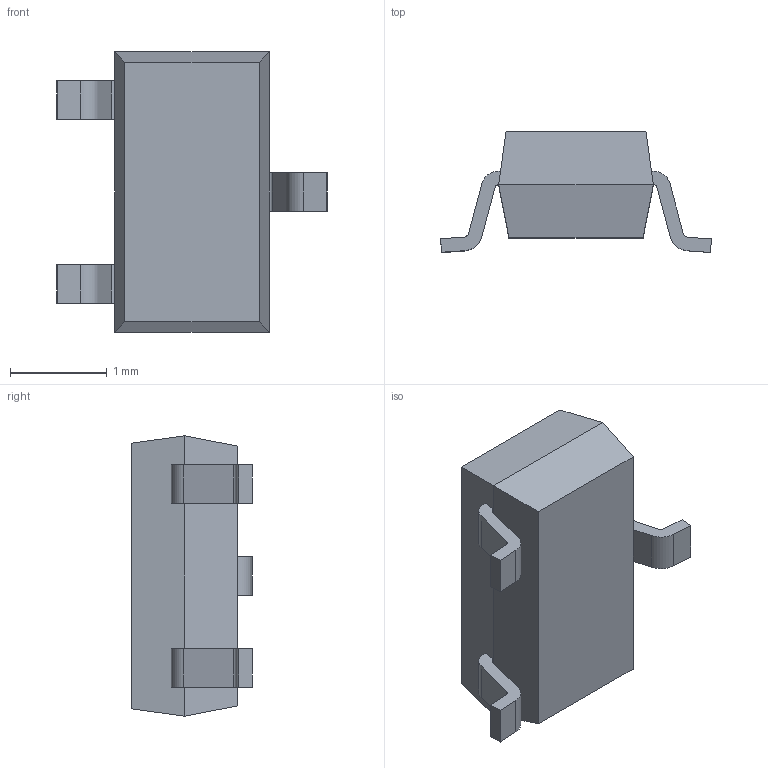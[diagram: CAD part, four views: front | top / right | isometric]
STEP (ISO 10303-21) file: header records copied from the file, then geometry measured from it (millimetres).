
FILE_DESCRIPTION (( 'STEP AP214' ), '1' );
FILE_NAME ('AO3401.STEP', '2023-02-22T03:24:18', ( '' ), ( '' ), 'SwSTEP 2.0', 'SolidWorks 2021', '' );
FILE_SCHEMA (( 'AUTOMOTIVE_DESIGN' ));
Length unit declared in the file: millimetre
Products named in the file (1): AO3401
Bounding box: 2.8 x 1.25 x 2.9 mm (x, y, z)
Volume: 4.8 mm3; surface area: 21.1 mm2
Topology: 4 solids, 4 shells, 46 faces, 110 edges, 72 vertices
Faces by surface type: plane 34, cylinder 12
Entity records: 1387 total; most frequent: CARTESIAN_POINT 229, DIRECTION 228, ORIENTED_EDGE 220, EDGE_CURVE 110, LINE 86, VECTOR 86, VERTEX_POINT 72, AXIS2_PLACEMENT_3D 71
